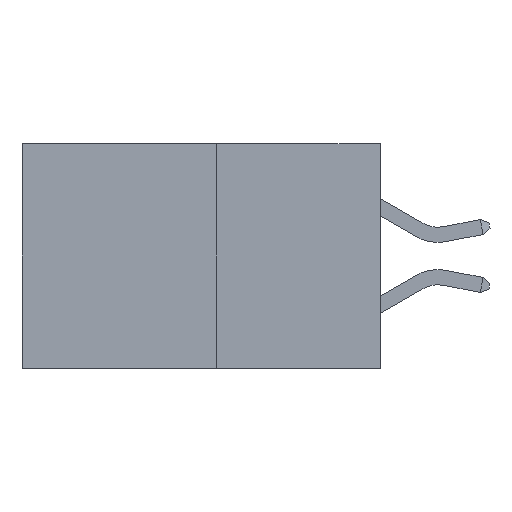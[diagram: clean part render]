
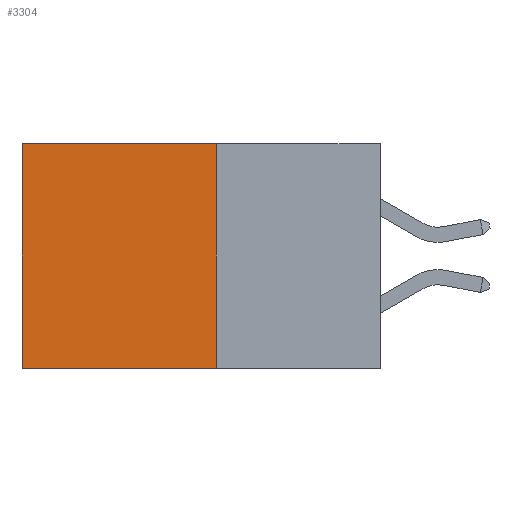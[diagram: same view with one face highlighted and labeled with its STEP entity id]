
A CAD part, left-side view. The second image highlights one B-rep face of the part: STEP entity #3304.
In plain terms, the highlighted planar face has unit normal (-1, 0, 0).
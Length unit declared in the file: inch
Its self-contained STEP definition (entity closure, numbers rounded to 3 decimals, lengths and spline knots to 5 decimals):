
#131 = PLANE ( 'NONE',  #9126 ) ;
#147 = LINE ( 'NONE', #6718, #2683 ) ;
#227 = ORIENTED_EDGE ( 'NONE', *, *, #6501, .T. ) ;
#1159 = EDGE_CURVE ( 'NONE', #8402, #8724, #5498, .T. ) ;
#1826 = ORIENTED_EDGE ( 'NONE', *, *, #1902, .F. ) ;
#1902 = EDGE_CURVE ( 'NONE', #6186, #8402, #3079, .T. ) ;
#2335 = DIRECTION ( 'NONE',  ( 0., 0., -1. ) ) ;
#2349 = DIRECTION ( 'NONE',  ( 0., 1., 0. ) ) ;
#2590 = FACE_OUTER_BOUND ( 'NONE', #11195, .T. ) ;
#2683 = VECTOR ( 'NONE', #7654, 39.37008 ) ;
#3079 = LINE ( 'NONE', #10126, #7817 ) ;
#3304 = ADVANCED_FACE ( 'NONE', ( #2590 ), #131, .F. ) ;
#3523 = ORIENTED_EDGE ( 'NONE', *, *, #4815, .T. ) ;
#3591 = CARTESIAN_POINT ( 'NONE',  ( 0.277, 0.27, -0.37 ) ) ;
#4815 = EDGE_CURVE ( 'NONE', #4940, #8724, #7662, .T. ) ;
#4940 = VERTEX_POINT ( 'NONE', #5103 ) ;
#5103 = CARTESIAN_POINT ( 'NONE',  ( 0.277, 0.59, 0. ) ) ;
#5498 = LINE ( 'NONE', #3591, #11822 ) ;
#6186 = VERTEX_POINT ( 'NONE', #6420 ) ;
#6420 = CARTESIAN_POINT ( 'NONE',  ( 0.277, 0.27, 0. ) ) ;
#6501 = EDGE_CURVE ( 'NONE', #6186, #4940, #147, .T. ) ;
#6718 = CARTESIAN_POINT ( 'NONE',  ( 0.277, 0.27, 0. ) ) ;
#6768 = CARTESIAN_POINT ( 'NONE',  ( 0.277, 0.59, -0.37 ) ) ;
#6919 = CARTESIAN_POINT ( 'NONE',  ( 0.277, 0.59, -0.37 ) ) ;
#7201 = CARTESIAN_POINT ( 'NONE',  ( 0.277, 0.27, -0.37 ) ) ;
#7654 = DIRECTION ( 'NONE',  ( 0., 1., 0. ) ) ;
#7662 = LINE ( 'NONE', #6768, #11625 ) ;
#7817 = VECTOR ( 'NONE', #8788, 39.37008 ) ;
#8025 = DIRECTION ( 'NONE',  ( 1., 0., 0. ) ) ;
#8402 = VERTEX_POINT ( 'NONE', #9966 ) ;
#8724 = VERTEX_POINT ( 'NONE', #6919 ) ;
#8788 = DIRECTION ( 'NONE',  ( 0., 0., -1. ) ) ;
#9126 = AXIS2_PLACEMENT_3D ( 'NONE', #7201, #8025, #2335 ) ;
#9966 = CARTESIAN_POINT ( 'NONE',  ( 0.277, 0.27, -0.37 ) ) ;
#10126 = CARTESIAN_POINT ( 'NONE',  ( 0.277, 0.27, -0.37 ) ) ;
#10424 = ORIENTED_EDGE ( 'NONE', *, *, #1159, .F. ) ;
#10848 = DIRECTION ( 'NONE',  ( 0., 0., -1. ) ) ;
#11195 = EDGE_LOOP ( 'NONE', ( #3523, #10424, #1826, #227 ) ) ;
#11625 = VECTOR ( 'NONE', #10848, 39.37008 ) ;
#11822 = VECTOR ( 'NONE', #2349, 39.37008 ) ;
